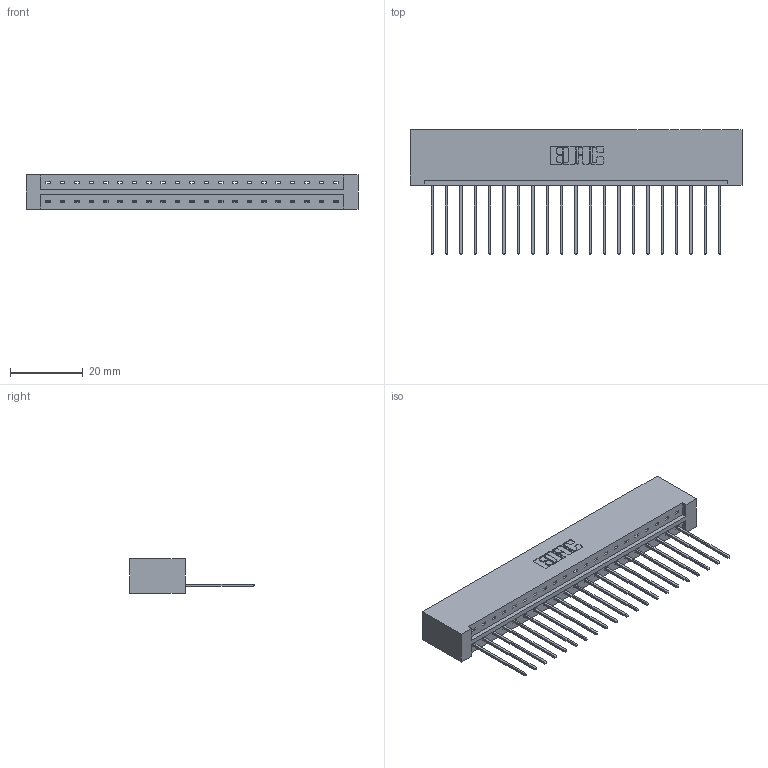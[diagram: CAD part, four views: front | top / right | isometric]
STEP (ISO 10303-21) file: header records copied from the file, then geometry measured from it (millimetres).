
FILE_DESCRIPTION (( 'STEP AP203' ), '1' );
FILE_NAME ('833-021-541-101.STEP', '2020-06-01T15:05:27', ( '' ), ( '' ), 'SwSTEP 2.0', 'SolidWorks 2020', '' );
FILE_SCHEMA (( 'CONFIG_CONTROL_DESIGN' ));
Length unit declared in the file: inch
Products named in the file (3): 833 Part_Lugless; 833-021-541-101; 345-292-001_345-293-141
Assembly tree (22 placements, depth 2):
  833-021-541-101
    833 Part_Lugless
    345-292-001_345-293-141  x21
Bounding box: 91.47 x 34.3 x 9.4 mm (x, y, z)
Volume: 9705.5 mm3; surface area: 10745.7 mm2
Topology: 22 solids, 22 shells, 1324 faces, 3983 edges, 2626 vertices
Faces by surface type: plane 948, cylinder 376
Entity records: 15295 total; most frequent: CARTESIAN_POINT 2649, ORIENTED_EDGE 2606, DIRECTION 2269, EDGE_CURVE 1303, LINE 1183, VECTOR 1183, VERTEX_POINT 866, AXIS2_PLACEMENT_3D 543
